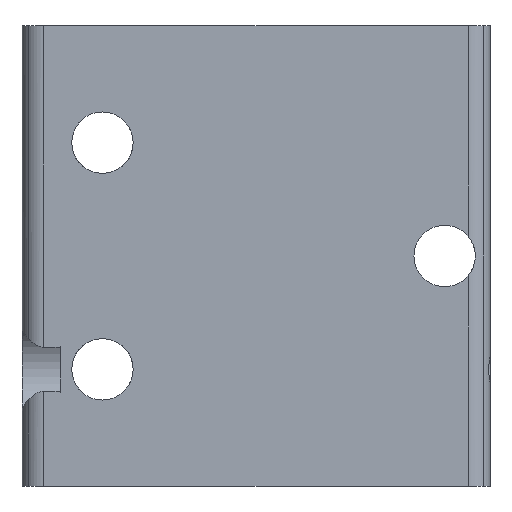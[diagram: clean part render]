
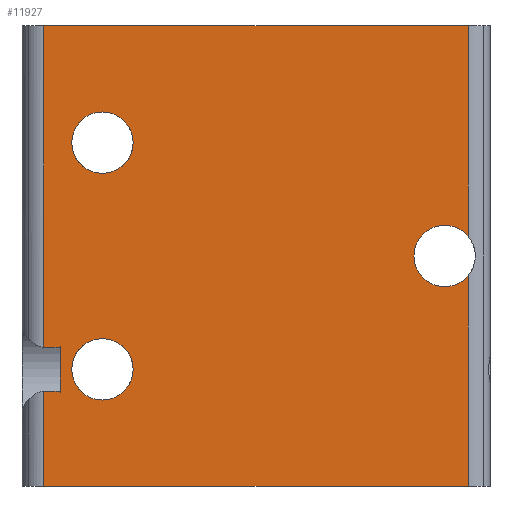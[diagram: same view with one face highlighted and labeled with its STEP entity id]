
A CAD part, left-side view. The second image highlights one B-rep face of the part: STEP entity #11927.
In plain terms, the highlighted planar face has unit normal (-1, 0, 0).
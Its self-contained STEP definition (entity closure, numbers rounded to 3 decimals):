
#162=CARTESIAN_POINT('',(-11.0,14.5,-15.253));
#163=VERTEX_POINT('',#162);
#177=CARTESIAN_POINT('',(-11.0,14.5,6.75));
#178=VERTEX_POINT('',#177);
#179=CARTESIAN_POINT('',(-11.0,14.5,-15.253));
#180=DIRECTION('',(0.0,0.0,1.0));
#181=VECTOR('',#180,22.003);
#182=LINE('',#179,#181);
#183=EDGE_CURVE('',#163,#178,#182,.T.);
#319=CARTESIAN_POINT('',(-11.,10.5,-3.35));
#320=VERTEX_POINT('',#319);
#329=CARTESIAN_POINT('',(-11.,10.5,0.85));
#330=VERTEX_POINT('',#329);
#331=CARTESIAN_POINT('',(-11.,10.5,-1.25));
#332=DIRECTION('',(1.0,0.0,0.0));
#333=DIRECTION('',(0.0,0.0,-1.0));
#334=AXIS2_PLACEMENT_3D('',#331,#332,#333);
#335=CIRCLE('',#334,2.1);
#336=EDGE_CURVE('',#330,#320,#335,.T.);
#433=CARTESIAN_POINT('',(-11.0,-12.9,-11.1));
#434=VERTEX_POINT('',#433);
#443=CARTESIAN_POINT('',(-11.0,-14.5,-10.36));
#444=VERTEX_POINT('',#443);
#445=CARTESIAN_POINT('',(-11.0,-12.9,-9.0));
#446=DIRECTION('',(1.0,0.0,0.0));
#447=DIRECTION('',(0.0,0.0,-1.0));
#448=AXIS2_PLACEMENT_3D('',#445,#446,#447);
#449=CIRCLE('',#448,2.1);
#450=EDGE_CURVE('',#444,#434,#449,.T.);
#452=CARTESIAN_POINT('',(-11.0,-14.5,-7.64));
#453=VERTEX_POINT('',#452);
#475=CARTESIAN_POINT('',(-11.0,-12.9,-6.9));
#476=VERTEX_POINT('',#475);
#477=CARTESIAN_POINT('',(-11.0,-12.9,-9.0));
#478=DIRECTION('',(1.0,0.0,0.0));
#479=DIRECTION('',(0.0,0.0,-1.0));
#480=AXIS2_PLACEMENT_3D('',#477,#478,#479);
#481=CIRCLE('',#480,2.1);
#482=EDGE_CURVE('',#476,#453,#481,.T.);
#833=CARTESIAN_POINT('',(-11.0,14.5,-24.75));
#834=VERTEX_POINT('',#833);
#842=CARTESIAN_POINT('',(-11.0,14.5,-18.247));
#843=VERTEX_POINT('',#842);
#844=CARTESIAN_POINT('',(-11.0,14.5,-24.75));
#845=DIRECTION('',(0.0,0.0,1.0));
#846=VECTOR('',#845,6.503);
#847=LINE('',#844,#846);
#848=EDGE_CURVE('',#834,#843,#847,.T.);
#978=CARTESIAN_POINT('',(-11.0,13.4,-18.247));
#979=VERTEX_POINT('',#978);
#980=CARTESIAN_POINT('',(-11.0,13.4,-18.247));
#981=DIRECTION('',(0.0,1.0,0.0));
#982=VECTOR('',#981,1.1);
#983=LINE('',#980,#982);
#984=EDGE_CURVE('',#979,#843,#983,.T.);
#1011=CARTESIAN_POINT('',(-11.0,13.4,-15.253));
#1012=VERTEX_POINT('',#1011);
#1020=CARTESIAN_POINT('',(-11.0,14.5,-15.253));
#1021=DIRECTION('',(0.0,-1.0,0.0));
#1022=VECTOR('',#1021,1.1);
#1023=LINE('',#1020,#1022);
#1024=EDGE_CURVE('',#163,#1012,#1023,.T.);
#1123=CARTESIAN_POINT('',(-11.,10.5,-18.85));
#1124=VERTEX_POINT('',#1123);
#1133=CARTESIAN_POINT('',(-11.,10.5,-14.65));
#1134=VERTEX_POINT('',#1133);
#1135=CARTESIAN_POINT('',(-11.,10.5,-16.75));
#1136=DIRECTION('',(1.0,0.0,0.0));
#1137=DIRECTION('',(0.0,0.0,-1.0));
#1138=AXIS2_PLACEMENT_3D('',#1135,#1136,#1137);
#1139=CIRCLE('',#1138,2.1);
#1140=EDGE_CURVE('',#1134,#1124,#1139,.T.);
#11704=CARTESIAN_POINT('',(-11.,10.5,-16.75));
#11705=DIRECTION('',(1.0,0.0,0.0));
#11706=DIRECTION('',(0.0,0.0,-1.0));
#11707=AXIS2_PLACEMENT_3D('',#11704,#11705,#11706);
#11708=CIRCLE('',#11707,2.1);
#11709=EDGE_CURVE('',#1124,#1134,#11708,.T.);
#11806=CARTESIAN_POINT('',(-11.0,13.4,-15.253));
#11807=DIRECTION('',(0.0,0.0,-1.0));
#11808=VECTOR('',#11807,2.993);
#11809=LINE('',#11806,#11808);
#11810=EDGE_CURVE('',#1012,#979,#11809,.T.);
#11864=CARTESIAN_POINT('',(-11.0,-16.0,-24.75));
#11865=DIRECTION('',(-1.0,0.0,0.0));
#11866=DIRECTION('',(0.0,0.0,1.0));
#11867=AXIS2_PLACEMENT_3D('',#11864,#11865,#11866);
#11868=PLANE('',#11867);
#11869=ORIENTED_EDGE('',*,*,#1024,.T.);
#11870=ORIENTED_EDGE('',*,*,#11810,.T.);
#11871=ORIENTED_EDGE('',*,*,#984,.T.);
#11872=ORIENTED_EDGE('',*,*,#848,.F.);
#11873=CARTESIAN_POINT('',(-11.0,-14.5,-24.75));
#11874=VERTEX_POINT('',#11873);
#11875=CARTESIAN_POINT('',(-11.0,14.5,-24.75));
#11876=DIRECTION('',(0.0,-1.0,0.0));
#11877=VECTOR('',#11876,29.0);
#11878=LINE('',#11875,#11877);
#11879=EDGE_CURVE('',#834,#11874,#11878,.T.);
#11880=ORIENTED_EDGE('',*,*,#11879,.T.);
#11881=CARTESIAN_POINT('',(-11.0,-14.5,-10.36));
#11882=DIRECTION('',(0.0,0.0,-1.0));
#11883=VECTOR('',#11882,14.39);
#11884=LINE('',#11881,#11883);
#11885=EDGE_CURVE('',#444,#11874,#11884,.T.);
#11886=ORIENTED_EDGE('',*,*,#11885,.F.);
#11887=ORIENTED_EDGE('',*,*,#450,.T.);
#11888=CARTESIAN_POINT('',(-11.0,-12.9,-9.0));
#11889=DIRECTION('',(1.0,0.0,0.0));
#11890=DIRECTION('',(0.0,0.0,-1.0));
#11891=AXIS2_PLACEMENT_3D('',#11888,#11889,#11890);
#11892=CIRCLE('',#11891,2.1);
#11893=EDGE_CURVE('',#434,#476,#11892,.T.);
#11894=ORIENTED_EDGE('',*,*,#11893,.T.);
#11895=ORIENTED_EDGE('',*,*,#482,.T.);
#11896=CARTESIAN_POINT('',(-11.0,-14.5,6.75));
#11897=VERTEX_POINT('',#11896);
#11898=CARTESIAN_POINT('',(-11.0,-14.5,6.75));
#11899=DIRECTION('',(0.0,0.0,-1.0));
#11900=VECTOR('',#11899,14.39);
#11901=LINE('',#11898,#11900);
#11902=EDGE_CURVE('',#11897,#453,#11901,.T.);
#11903=ORIENTED_EDGE('',*,*,#11902,.F.);
#11904=CARTESIAN_POINT('',(-11.0,-14.5,6.75));
#11905=DIRECTION('',(0.0,1.0,0.0));
#11906=VECTOR('',#11905,29.0);
#11907=LINE('',#11904,#11906);
#11908=EDGE_CURVE('',#11897,#178,#11907,.T.);
#11909=ORIENTED_EDGE('',*,*,#11908,.T.);
#11910=ORIENTED_EDGE('',*,*,#183,.F.);
#11911=EDGE_LOOP('',(#11869,#11870,#11871,#11872,#11880,#11886,#11887,#11894,#11895,#11903,#11909,#11910));
#11912=FACE_OUTER_BOUND('',#11911,.T.);
#11913=ORIENTED_EDGE('',*,*,#1140,.T.);
#11914=ORIENTED_EDGE('',*,*,#11709,.T.);
#11915=EDGE_LOOP('',(#11913,#11914));
#11916=FACE_BOUND('',#11915,.T.);
#11917=ORIENTED_EDGE('',*,*,#336,.T.);
#11918=CARTESIAN_POINT('',(-11.,10.5,-1.25));
#11919=DIRECTION('',(1.0,0.0,0.0));
#11920=DIRECTION('',(0.0,0.0,-1.0));
#11921=AXIS2_PLACEMENT_3D('',#11918,#11919,#11920);
#11922=CIRCLE('',#11921,2.1);
#11923=EDGE_CURVE('',#320,#330,#11922,.T.);
#11924=ORIENTED_EDGE('',*,*,#11923,.T.);
#11925=EDGE_LOOP('',(#11917,#11924));
#11926=FACE_BOUND('',#11925,.T.);
#11927=ADVANCED_FACE('',(#11912,#11916,#11926),#11868,.T.);
